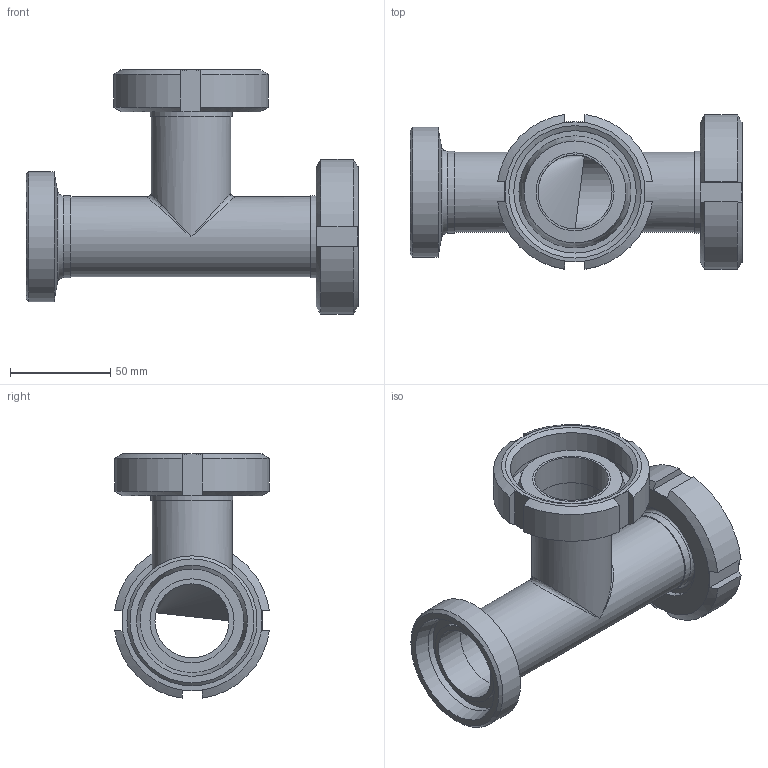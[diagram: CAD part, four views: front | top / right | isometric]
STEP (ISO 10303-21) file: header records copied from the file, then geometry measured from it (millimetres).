
FILE_DESCRIPTION((''),'2;1');
FILE_NAME('45660040X.stp','2010-08-16T16:49:53',('thilbrands'),(''),'Autodesk Inventor 2008','Autodesk Inventor 2008','');
FILE_SCHEMA(('AUTOMOTIVE_DESIGN { 1 0 10303 214 1 1 1 1 }'));
Length unit declared in the file: millimetre
Products named in the file (5): 456600101; 411100101-DN40; 113040101-DN40; 114040101-DN40; 110000106-DN40
Assembly tree (6 placements, depth 2):
  456600101
    411100101-DN40
    113040101-DN40
    114040101-DN40  x2
    110000106-DN40  x2
Bounding box: 166 x 77.36 x 122.18 mm (x, y, z)
Volume: 147033.3 mm3; surface area: 92343.1 mm2
Topology: 6 solids, 6 shells, 104 faces, 230 edges, 135 vertices
Faces by surface type: plane 43, cylinder 27, cone 27, bspline 7
Full cylindrical faces by diameter (mm): 37 x5, 40 x2, 41 x3, 42 x1, 49 x2, 51.8 x1, 61.19 x2, 65 x1, 65.4 x2
Entity records: 2764 total; most frequent: CARTESIAN_POINT 1429, DIRECTION 262, ORIENTED_EDGE 212, AXIS2_PLACEMENT_3D 123, EDGE_CURVE 106, EDGE_LOOP 102, VERTEX_POINT 78, FACE_OUTER_BOUND 64
